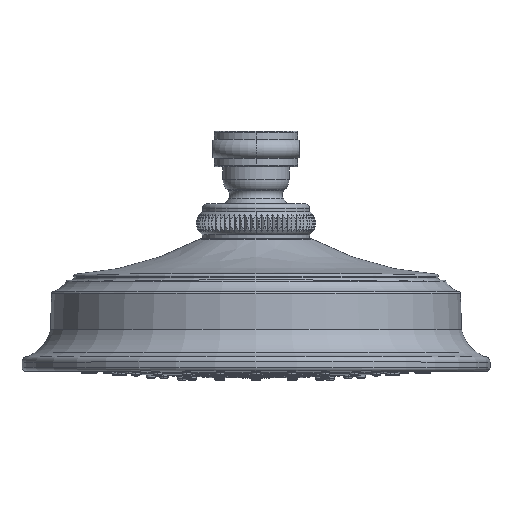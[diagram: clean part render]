
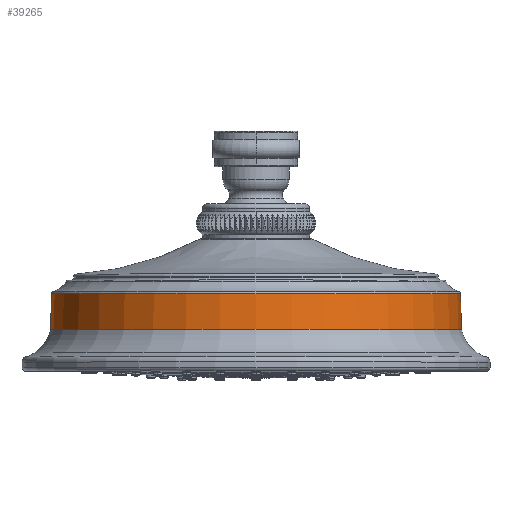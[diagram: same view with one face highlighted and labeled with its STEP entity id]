
A CAD part, top view. The second image highlights one B-rep face of the part: STEP entity #39265.
In plain terms, the highlighted conical face has half-angle 1.725 degrees and reference radius 68.969 mm.
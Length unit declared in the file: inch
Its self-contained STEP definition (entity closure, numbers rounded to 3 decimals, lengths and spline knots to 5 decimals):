
#37968=DIRECTION('',(0.03,1.,0.));
#37969=VECTOR('',#37968,0.47651);
#37970=CARTESIAN_POINT('',(-2.7225,0.55,0.));
#37971=LINE('',#37970,#37969);
#37983=DIRECTION('',(-0.03,1.,0.));
#37984=VECTOR('',#37983,0.47651);
#37985=CARTESIAN_POINT('',(2.7225,0.55,0.));
#37986=LINE('',#37985,#37984);
#37990=CARTESIAN_POINT('',(0.,1.0263,0.));
#37991=DIRECTION('',(0.,1.,0.));
#37992=DIRECTION('',(-1.,0.,0.));
#37993=AXIS2_PLACEMENT_3D('',#37990,#37991,#37992);
#37998=CARTESIAN_POINT('',(0.,0.55,0.));
#37999=DIRECTION('',(0.,-1.,0.));
#38000=DIRECTION('',(1.,0.,0.));
#38001=AXIS2_PLACEMENT_3D('',#37998,#37999,#38000);
#38838=CARTESIAN_POINT('',(2.7225,0.55,0.));
#38839=VERTEX_POINT('',#38838);
#38842=CARTESIAN_POINT('',(-2.7225,0.55,0.));
#38843=VERTEX_POINT('',#38842);
#38844=CARTESIAN_POINT('',(-2.70815,1.0263,0.));
#38845=CARTESIAN_POINT('',(2.70815,1.0263,0.));
#38846=VERTEX_POINT('',#38844);
#38847=VERTEX_POINT('',#38845);
#39253=CARTESIAN_POINT('',(0.,0.78815,0.));
#39254=DIRECTION('',(0.,-1.,0.));
#39255=DIRECTION('',(-1.,0.,0.));
#39256=AXIS2_PLACEMENT_3D('',#39253,#39254,#39255);
#39257=CONICAL_SURFACE('',#39256,2.71533,1.725);
#39258=ORIENTED_EDGE('',*,*,#39218,.T.);
#39259=ORIENTED_EDGE('',*,*,#39248,.F.);
#39261=ORIENTED_EDGE('',*,*,#39260,.T.);
#39262=ORIENTED_EDGE('',*,*,#39244,.T.);
#39263=EDGE_LOOP('',(#39258,#39259,#39261,#39262));
#39264=FACE_OUTER_BOUND('',#39263,.F.);
#37994=CIRCLE('',#37993,2.70815);
#38002=CIRCLE('',#38001,2.7225);
#39218=EDGE_CURVE('',#38846,#38847,#37994,.T.);
#39244=EDGE_CURVE('',#38843,#38846,#37971,.T.);
#39248=EDGE_CURVE('',#38839,#38847,#37986,.T.);
#39260=EDGE_CURVE('',#38839,#38843,#38002,.T.);
#39265=ADVANCED_FACE('',(#39264),#39257,.T.);
